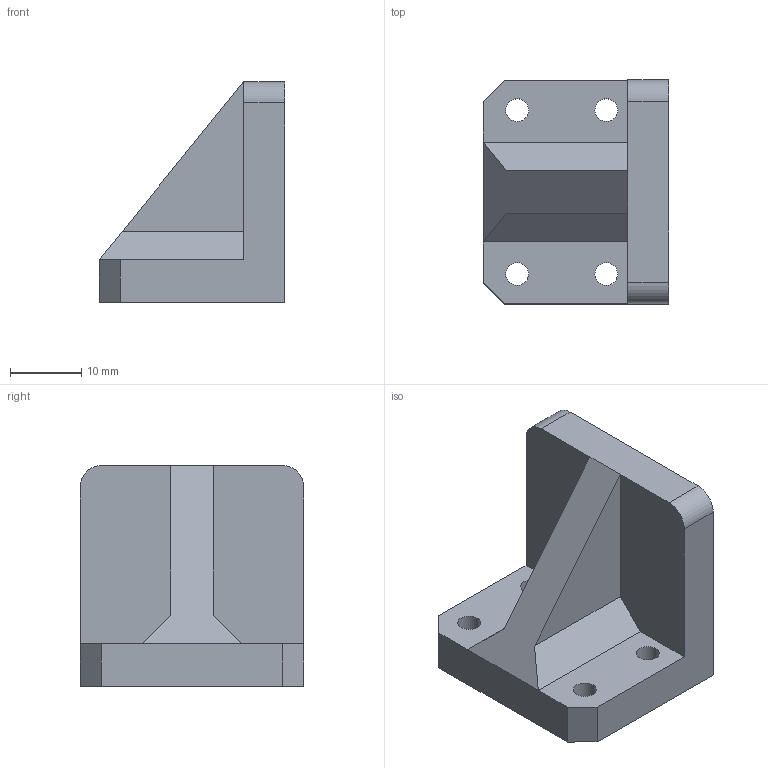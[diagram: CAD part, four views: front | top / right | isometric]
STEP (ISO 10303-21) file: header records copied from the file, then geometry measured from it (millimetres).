
FILE_DESCRIPTION (( 'STEP AP214' ), '1' );
FILE_NAME ('Part2^Assem_gripper.STEP', '2024-05-30T12:08:20', ( '' ), ( '' ), 'SwSTEP 2.0', 'SolidWorks 2020', '' );
FILE_SCHEMA (( 'AUTOMOTIVE_DESIGN' ));
Length unit declared in the file: millimetre
Products named in the file (1): Part2^Assem_gripper
Bounding box: 26 x 31.4 x 31 mm (x, y, z)
Volume: 10970.2 mm3; surface area: 4627.5 mm2
Topology: 1 solids, 1 shells, 27 faces, 71 edges, 46 vertices
Faces by surface type: plane 17, cylinder 10
Entity records: 883 total; most frequent: DIRECTION 147, CARTESIAN_POINT 145, ORIENTED_EDGE 142, EDGE_CURVE 71, VECTOR 51, LINE 51, AXIS2_PLACEMENT_3D 48, VERTEX_POINT 46
